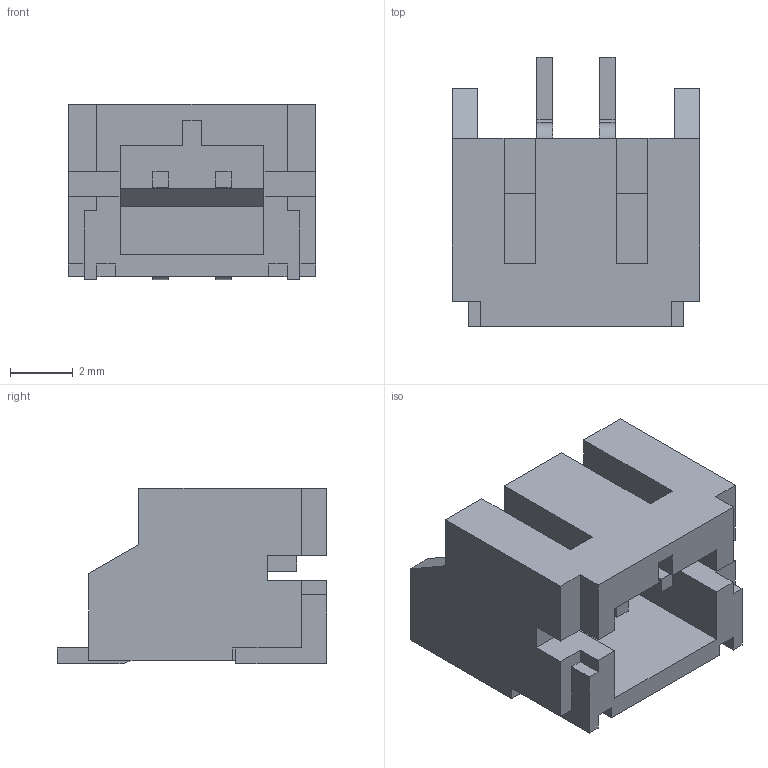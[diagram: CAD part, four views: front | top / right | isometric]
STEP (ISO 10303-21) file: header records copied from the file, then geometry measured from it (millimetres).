
FILE_DESCRIPTION(('FreeCAD Model'),'2;1');
FILE_NAME('JST_PH_S2B_SM4_TB_P2_00mm_RightAngle.step','2017-12-11T15:26:45',( 'kicad StepUp'),('ksu MCAD'),'Open CASCADE STEP processor 6.8', 'FreeCAD','Unknown');
FILE_SCHEMA(('AUTOMOTIVE_DESIGN_CC2 { 1 2 10303 214 -1 1 5 4 }'));
Length unit declared in the file: millimetre
Products named in the file (2): ASSEMBLY; JST_PH_S2B_SM4_TB_P2_00mm_RightAngle
Assembly tree (1 placements, depth 2):
  ASSEMBLY
    JST_PH_S2B_SM4_TB_P2_00mm_RightAngle
Bounding box: 7.9 x 8.6 x 5.6 mm (x, y, z)
Volume: 174.8 mm3; surface area: 404.1 mm2
Topology: 1 solids, 1 shells, 88 faces, 256 edges, 170 vertices
Faces by surface type: plane 82, cylinder 6
Entity records: 3511 total; most frequent: CARTESIAN_POINT 516, ORIENTED_EDGE 512, DIRECTION 448, EDGE_CURVE 256, LINE 244, VECTOR 244, VERTEX_POINT 170, AXIS2_PLACEMENT_3D 102
